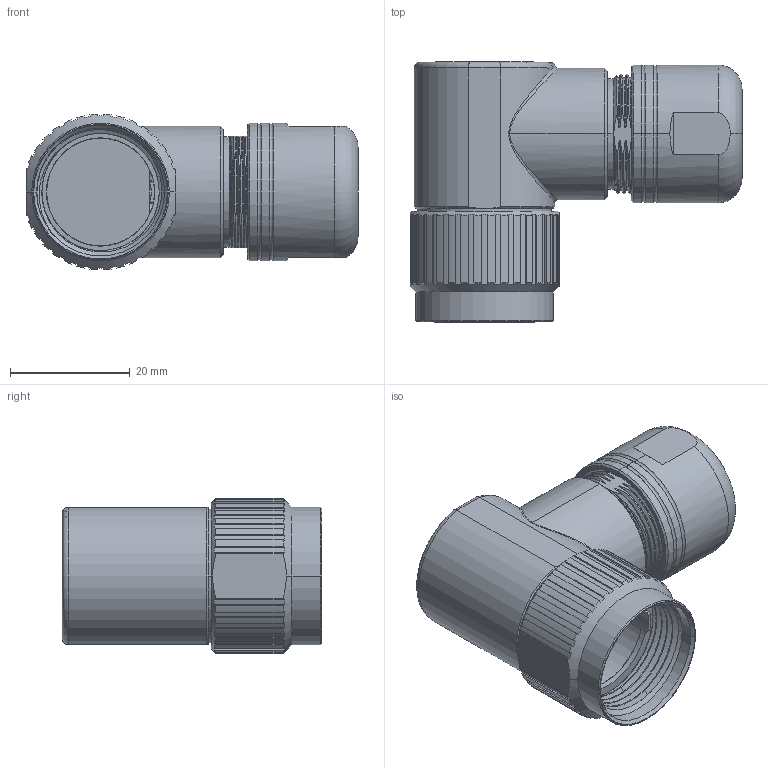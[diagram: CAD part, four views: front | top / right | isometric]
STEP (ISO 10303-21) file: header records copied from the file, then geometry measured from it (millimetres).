
FILE_DESCRIPTION((''),'2;1');
FILE_NAME('RT0B-14CG-S1','2015-11-27T',('flan.yang'),(''),'PRO/ENGINEER BY PARAMETRIC TECHNOLOGY CORPORATION, 2013230','PRO/ENGINEER BY PARAMETRIC TECHNOLOGY CORPORATION, 2013230','');
FILE_SCHEMA(('CONFIG_CONTROL_DESIGN'));
Length unit declared in the file: millimetre
Products named in the file (1): RT0B-14CG-S1
Bounding box: 55.45 x 43.4 x 25.98 mm (x, y, z)
Volume: 14237.2 mm3; surface area: 17638.3 mm2
Topology: 1 solids, 2 shells, 949 faces, 2816 edges, 1805 vertices
Faces by surface type: plane 444, cylinder 203, bspline 174, cone 85, torus 41, extrusion 2
Entity records: 51731 total; most frequent: CARTESIAN_POINT 28023, ORIENTED_EDGE 5632, DIRECTION 4110, EDGE_CURVE 2816, VERTEX_POINT 1805, AXIS2_PLACEMENT_3D 1522, VECTOR 1066, LINE 1064
